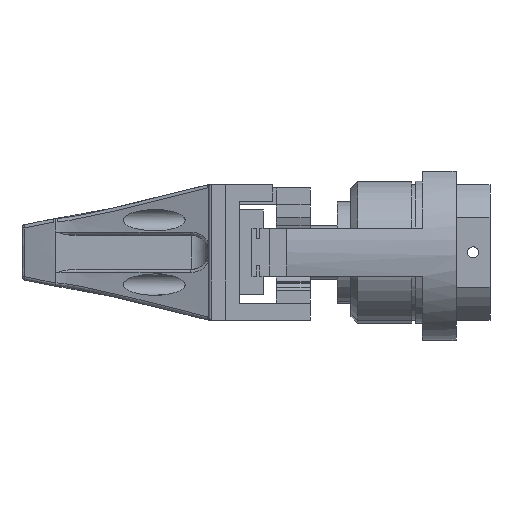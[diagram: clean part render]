
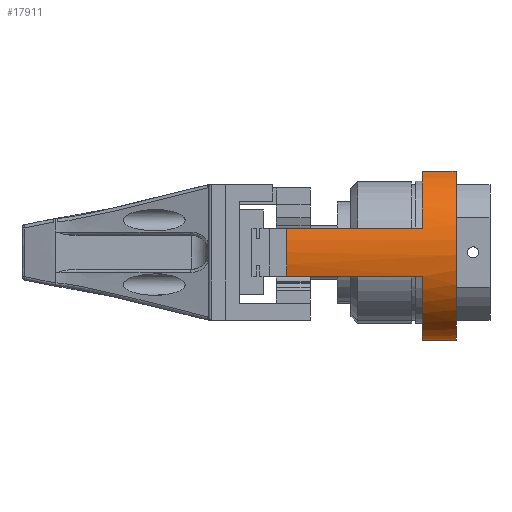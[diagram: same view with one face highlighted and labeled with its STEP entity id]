
A CAD part, left-side view. The second image highlights one B-rep face of the part: STEP entity #17911.
In plain terms, the highlighted cylindrical face has radius 26 mm (diameter 52 mm), a partial arc.
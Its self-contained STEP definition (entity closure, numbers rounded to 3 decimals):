
#36 = LINE ( 'NONE', #29186, #13248 ) ;
#412 = DIRECTION ( 'NONE',  ( 0., -1., 0. ) ) ;
#676 = DIRECTION ( 'NONE',  ( 0., 0., 1. ) ) ;
#705 = CIRCLE ( 'NONE', #5278, 26. ) ;
#1166 = DIRECTION ( 'NONE',  ( 0., 1., 0. ) ) ;
#1344 = ORIENTED_EDGE ( 'NONE', *, *, #6994, .T. ) ;
#1499 = DIRECTION ( 'NONE',  ( 0., 0., 1. ) ) ;
#2297 = DIRECTION ( 'NONE',  ( 0., -1., 0. ) ) ;
#2562 = ORIENTED_EDGE ( 'NONE', *, *, #22095, .F. ) ;
#3156 = VERTEX_POINT ( 'NONE', #21654 ) ;
#3492 = DIRECTION ( 'NONE',  ( 0., 1., 0. ) ) ;
#3525 = AXIS2_PLACEMENT_3D ( 'NONE', #28110, #1166, #1499 ) ;
#3931 = VERTEX_POINT ( 'NONE', #13725 ) ;
#4131 = CYLINDRICAL_SURFACE ( 'NONE', #18141, 26. ) ;
#4682 = LINE ( 'NONE', #23628, #29820 ) ;
#5278 = AXIS2_PLACEMENT_3D ( 'NONE', #30167, #22501, #676 ) ;
#6040 = ORIENTED_EDGE ( 'NONE', *, *, #21160, .F. ) ;
#6216 = EDGE_CURVE ( 'NONE', #14535, #3931, #14238, .T. ) ;
#6493 = ORIENTED_EDGE ( 'NONE', *, *, #21502, .T. ) ;
#6994 = EDGE_CURVE ( 'NONE', #22811, #17725, #16739, .T. ) ;
#7353 = DIRECTION ( 'NONE',  ( 0., -1., 0. ) ) ;
#7359 = DIRECTION ( 'NONE',  ( 0., -1., 0. ) ) ;
#7501 = CARTESIAN_POINT ( 'NONE',  ( -25.04, 50., -7. ) ) ;
#9128 = EDGE_LOOP ( 'NONE', ( #26352, #6493, #1344, #6040, #2562, #22745, #29106, #16766 ) ) ;
#9376 = VECTOR ( 'NONE', #7353, 1000. ) ;
#9805 = CARTESIAN_POINT ( 'NONE',  ( 0., 10., -26. ) ) ;
#10751 = VERTEX_POINT ( 'NONE', #28604 ) ;
#10840 = VECTOR ( 'NONE', #412, 1000. ) ;
#11783 = EDGE_CURVE ( 'NONE', #29998, #10751, #26659, .T. ) ;
#13206 = DIRECTION ( 'NONE',  ( 0., 0., 1. ) ) ;
#13248 = VECTOR ( 'NONE', #7359, 1000. ) ;
#13725 = CARTESIAN_POINT ( 'NONE',  ( -25.04, 50., 7. ) ) ;
#14238 = CIRCLE ( 'NONE', #31049, 26. ) ;
#14535 = VERTEX_POINT ( 'NONE', #7501 ) ;
#16739 = CIRCLE ( 'NONE', #3525, 26. ) ;
#16766 = ORIENTED_EDGE ( 'NONE', *, *, #30876, .T. ) ;
#16832 = CARTESIAN_POINT ( 'NONE',  ( 0., 10., 0. ) ) ;
#17124 = CARTESIAN_POINT ( 'NONE',  ( -25.04, 10., 7. ) ) ;
#17421 = CARTESIAN_POINT ( 'NONE',  ( 0., 10., -26. ) ) ;
#17725 = VERTEX_POINT ( 'NONE', #23400 ) ;
#17911 = ADVANCED_FACE ( 'NONE', ( #28653 ), #4131, .T. ) ;
#18141 = AXIS2_PLACEMENT_3D ( 'NONE', #16832, #19378, #26577 ) ;
#19378 = DIRECTION ( 'NONE',  ( 0., -1., 0. ) ) ;
#19790 = EDGE_CURVE ( 'NONE', #3931, #28838, #4682, .T. ) ;
#20452 = DIRECTION ( 'NONE',  ( 0., 1., 0. ) ) ;
#21160 = EDGE_CURVE ( 'NONE', #3156, #17725, #29181, .T. ) ;
#21502 = EDGE_CURVE ( 'NONE', #29998, #22811, #22058, .T. ) ;
#21654 = CARTESIAN_POINT ( 'NONE',  ( -10.34, 10., 23.855 ) ) ;
#22058 = LINE ( 'NONE', #9805, #10840 ) ;
#22095 = EDGE_CURVE ( 'NONE', #28838, #3156, #705, .T. ) ;
#22501 = DIRECTION ( 'NONE',  ( 0., 1., 0. ) ) ;
#22745 = ORIENTED_EDGE ( 'NONE', *, *, #19790, .F. ) ;
#22811 = VERTEX_POINT ( 'NONE', #29151 ) ;
#22876 = DIRECTION ( 'NONE',  ( 0., 0., 1. ) ) ;
#23400 = CARTESIAN_POINT ( 'NONE',  ( -10.34, 0., 23.855 ) ) ;
#23628 = CARTESIAN_POINT ( 'NONE',  ( -25.04, 55., 7. ) ) ;
#25103 = CARTESIAN_POINT ( 'NONE',  ( 0., 10., 0. ) ) ;
#25323 = CARTESIAN_POINT ( 'NONE',  ( 0., 50., 0. ) ) ;
#26352 = ORIENTED_EDGE ( 'NONE', *, *, #11783, .F. ) ;
#26577 = DIRECTION ( 'NONE',  ( 0., 0., -1. ) ) ;
#26659 = CIRCLE ( 'NONE', #29722, 26. ) ;
#28110 = CARTESIAN_POINT ( 'NONE',  ( 0., 0., 0. ) ) ;
#28604 = CARTESIAN_POINT ( 'NONE',  ( -25.04, 10., -7. ) ) ;
#28653 = FACE_OUTER_BOUND ( 'NONE', #9128, .T. ) ;
#28838 = VERTEX_POINT ( 'NONE', #17124 ) ;
#29106 = ORIENTED_EDGE ( 'NONE', *, *, #6216, .F. ) ;
#29151 = CARTESIAN_POINT ( 'NONE',  ( 0., 0., -26. ) ) ;
#29181 = LINE ( 'NONE', #29347, #9376 ) ;
#29186 = CARTESIAN_POINT ( 'NONE',  ( -25.04, 55., -7. ) ) ;
#29347 = CARTESIAN_POINT ( 'NONE',  ( -10.34, 10., 23.855 ) ) ;
#29722 = AXIS2_PLACEMENT_3D ( 'NONE', #25103, #20452, #22876 ) ;
#29820 = VECTOR ( 'NONE', #2297, 1000. ) ;
#29998 = VERTEX_POINT ( 'NONE', #17421 ) ;
#30167 = CARTESIAN_POINT ( 'NONE',  ( 0., 10., 0. ) ) ;
#30876 = EDGE_CURVE ( 'NONE', #14535, #10751, #36, .T. ) ;
#31049 = AXIS2_PLACEMENT_3D ( 'NONE', #25323, #3492, #13206 ) ;
